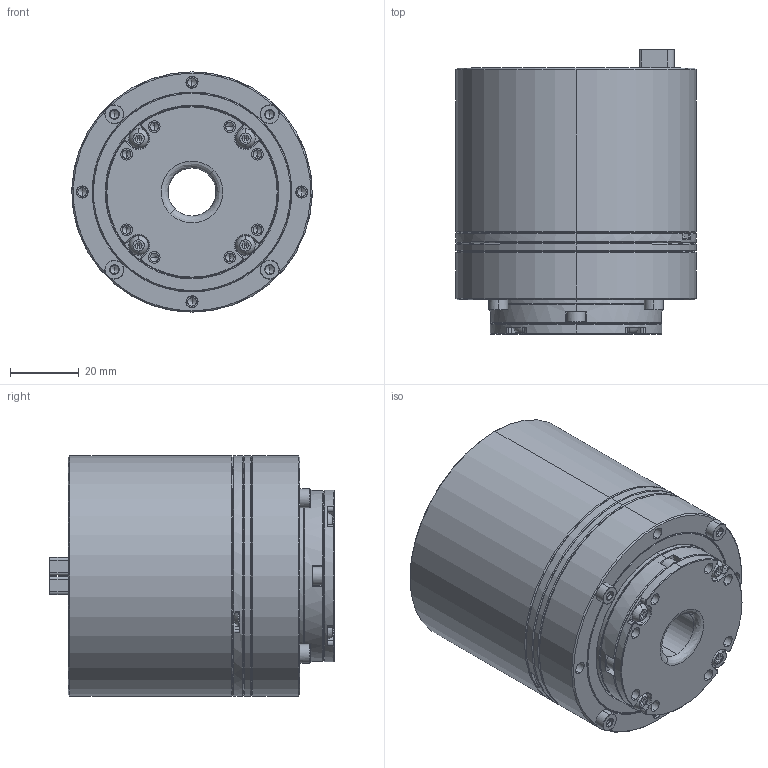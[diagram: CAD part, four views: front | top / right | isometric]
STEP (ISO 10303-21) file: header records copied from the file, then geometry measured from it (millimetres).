
FILE_DESCRIPTION (( 'STEP AP203' ), '1' );
FILE_NAME ('63LBBmodel_ph14b.STEP', '2024-12-19T12:18:20', ( '' ), ( '' ), 'SwSTEP 2.0', 'SolidWorks 2024', '' );
FILE_SCHEMA (( 'CONFIG_CONTROL_DESIGN' ));
Length unit declared in the file: millimetre
Products named in the file (1): 63LBBmodel_ph14b
Bounding box: 70 x 82.83 x 70 mm (x, y, z)
Volume: 264876.6 mm3; surface area: 35614.7 mm2
Topology: 5 solids, 15 shells, 1159 faces, 2930 edges, 1860 vertices
Faces by surface type: plane 624, cylinder 307, cone 180, bspline 40, torus 8
Entity records: 41692 total; most frequent: CARTESIAN_POINT 15733, ORIENTED_EDGE 5780, DIRECTION 4603, EDGE_CURVE 2890, VERTEX_POINT 1860, AXIS2_PLACEMENT_3D 1594, LINE 1415, VECTOR 1415
